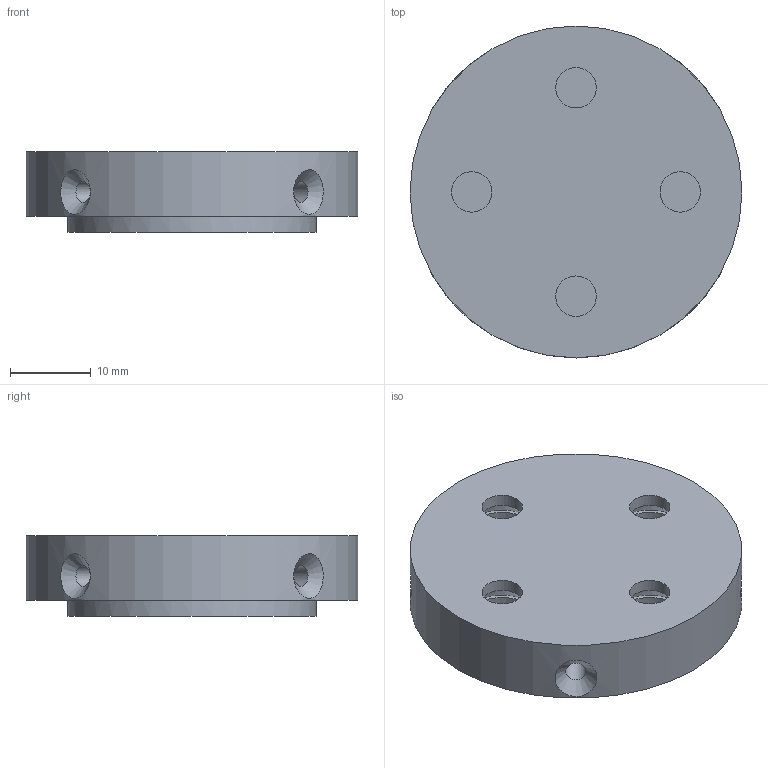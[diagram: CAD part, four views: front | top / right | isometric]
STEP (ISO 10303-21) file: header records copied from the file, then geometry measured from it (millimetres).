
FILE_DESCRIPTION(/* description */ (''),/* implementation_level */ '2;1');
FILE_NAME(/* name */ 'LinkageType7_metal.step',/* time_stamp */ '2021-05-10T18:42:44+02:00',/* author */ (''),/* organization */ (''),/* preprocessor_version */ 'ST-DEVELOPER v18.1',/* originating_system */ 'Autodesk Translation Framework v10.6.0.1341',/* authorisation */ '');
FILE_SCHEMA (('AUTOMOTIVE_DESIGN { 1 0 10303 214 3 1 1 }'));
Length unit declared in the file: millimetre
Products named in the file (12): LinkageType7; K3D40_plate; K3D40Joint; screwhole; Extra; TRTJoint; extra_1; extention; ScrewHoleExtention; TRT-Plate; Fastening; NutHole
Assembly tree (11 placements, depth 3):
  LinkageType7
    K3D40_plate
    K3D40Joint
      screwhole
      Extra
    TRTJoint
      extra_1
      extention
      ScrewHoleExtention
    TRT-Plate
    Fastening
      NutHole
Bounding box: 41 x 41 x 10 mm (x, y, z)
Volume: 10351.5 mm3; surface area: 7395.6 mm2
Topology: 2 solids, 2 shells, 132 faces, 382 edges, 248 vertices
Faces by surface type: cylinder 62, plane 42, bspline 16, cone 12
Full cylindrical faces by diameter (mm): 2.529 x8, 3.1 x4, 5 x4, 6 x4, 9 x4, 30.74 x1, 41 x1
Entity records: 6202 total; most frequent: CARTESIAN_POINT 2435, ORIENTED_EDGE 756, DIRECTION 756, EDGE_CURVE 378, AXIS2_PLACEMENT_3D 335, VERTEX_POINT 248, CIRCLE 196, EDGE_LOOP 154
